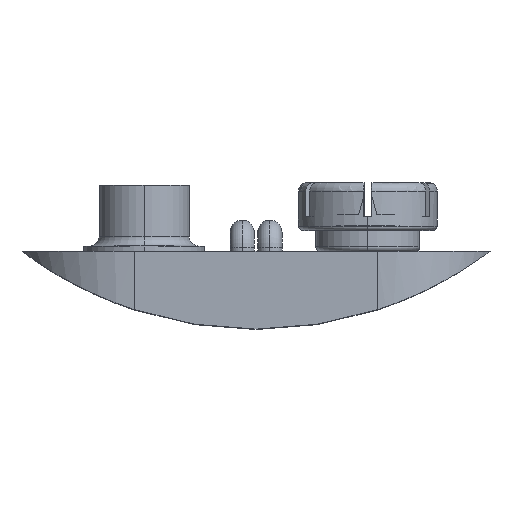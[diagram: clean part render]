
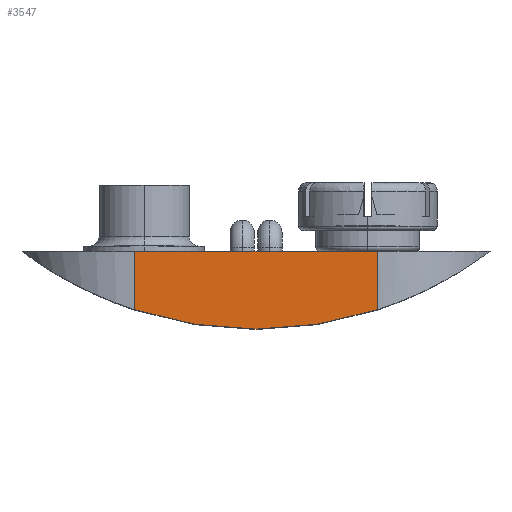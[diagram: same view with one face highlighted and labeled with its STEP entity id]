
A CAD part, top view. The second image highlights one B-rep face of the part: STEP entity #3547.
In plain terms, the highlighted planar face has unit normal (0, 0, 1).
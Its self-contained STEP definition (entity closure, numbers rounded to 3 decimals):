
#192 = ORIENTED_EDGE ( 'NONE', *, *, #5121, .F. ) ;
#916 = CARTESIAN_POINT ( 'NONE',  ( -7., 4.5, 6.5 ) ) ;
#1094 = EDGE_LOOP ( 'NONE', ( #2678, #5690, #4342, #192 ) ) ;
#1322 = DIRECTION ( 'NONE',  ( 0., 0., -1. ) ) ;
#1330 = EDGE_CURVE ( 'NONE', #4064, #5504, #3464, .T. ) ;
#1471 = VERTEX_POINT ( 'NONE', #4100 ) ;
#1492 = VERTEX_POINT ( 'NONE', #3551 ) ;
#1776 = DIRECTION ( 'NONE',  ( 0., -1., 0. ) ) ;
#1973 = DIRECTION ( 'NONE',  ( -1., 0., 0. ) ) ;
#1985 = DIRECTION ( 'NONE',  ( 0., 0., -1. ) ) ;
#2109 = LINE ( 'NONE', #6951, #6602 ) ;
#2409 = PLANE ( 'NONE',  #4198 ) ;
#2463 = FACE_OUTER_BOUND ( 'NONE', #1094, .T. ) ;
#2534 = CARTESIAN_POINT ( 'NONE',  ( -7., 1.117, 6.5 ) ) ;
#2678 = ORIENTED_EDGE ( 'NONE', *, *, #1330, .T. ) ;
#2870 = AXIS2_PLACEMENT_3D ( 'NONE', #3013, #1985, #6752 ) ;
#3013 = CARTESIAN_POINT ( 'NONE',  ( 0., 22.5, 6.5 ) ) ;
#3464 = LINE ( 'NONE', #3759, #6559 ) ;
#3547 = ADVANCED_FACE ( 'NONE', ( #2463 ), #2409, .F. ) ;
#3551 = CARTESIAN_POINT ( 'NONE',  ( 7., 1.117, 6.5 ) ) ;
#3759 = CARTESIAN_POINT ( 'NONE',  ( -7., 4.5, 6.5 ) ) ;
#3988 = DIRECTION ( 'NONE',  ( 0., -1., 0. ) ) ;
#4064 = VERTEX_POINT ( 'NONE', #916 ) ;
#4100 = CARTESIAN_POINT ( 'NONE',  ( 7., 4.5, 6.5 ) ) ;
#4198 = AXIS2_PLACEMENT_3D ( 'NONE', #6179, #1322, #1973 ) ;
#4342 = ORIENTED_EDGE ( 'NONE', *, *, #4403, .F. ) ;
#4403 = EDGE_CURVE ( 'NONE', #1471, #1492, #6144, .T. ) ;
#4712 = VECTOR ( 'NONE', #1776, 1000. ) ;
#5121 = EDGE_CURVE ( 'NONE', #4064, #1471, #2109, .T. ) ;
#5165 = EDGE_CURVE ( 'NONE', #1492, #5504, #6687, .T. ) ;
#5504 = VERTEX_POINT ( 'NONE', #2534 ) ;
#5690 = ORIENTED_EDGE ( 'NONE', *, *, #5165, .F. ) ;
#6025 = DIRECTION ( 'NONE',  ( 1., 0., 0. ) ) ;
#6144 = LINE ( 'NONE', #6571, #4712 ) ;
#6179 = CARTESIAN_POINT ( 'NONE',  ( 0., 4.5, 6.5 ) ) ;
#6559 = VECTOR ( 'NONE', #3988, 1000. ) ;
#6571 = CARTESIAN_POINT ( 'NONE',  ( 7., 4.5, 6.5 ) ) ;
#6602 = VECTOR ( 'NONE', #6025, 1000. ) ;
#6687 = CIRCLE ( 'NONE', #2870, 22.5 ) ;
#6752 = DIRECTION ( 'NONE',  ( -1., 0., 0. ) ) ;
#6951 = CARTESIAN_POINT ( 'NONE',  ( 0., 4.5, 6.5 ) ) ;
